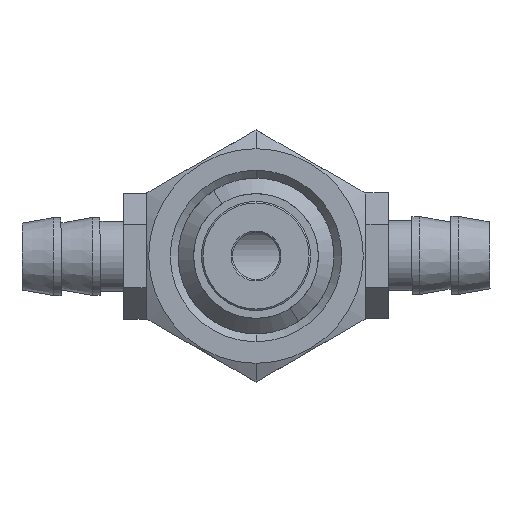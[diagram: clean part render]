
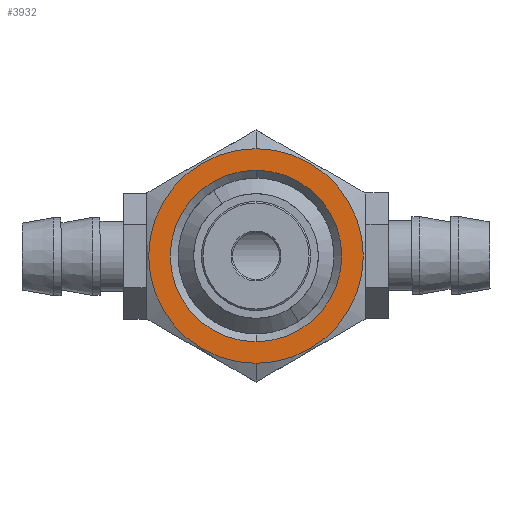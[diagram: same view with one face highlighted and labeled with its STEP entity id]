
A CAD part, front view. The second image highlights one B-rep face of the part: STEP entity #3932.
In plain terms, the highlighted planar face has unit normal (0, -1, 0).
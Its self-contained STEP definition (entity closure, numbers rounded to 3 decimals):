
#88 = AXIS2_PLACEMENT_3D ( 'NONE', #2576, #1337, #383 ) ;
#308 = CARTESIAN_POINT ( 'NONE',  ( 0., -2., 0. ) ) ;
#325 = PLANE ( 'NONE',  #88 ) ;
#383 = DIRECTION ( 'NONE',  ( 0., 0., 1. ) ) ;
#462 = ORIENTED_EDGE ( 'NONE', *, *, #4058, .F. ) ;
#512 = AXIS2_PLACEMENT_3D ( 'NONE', #2152, #982, #3492 ) ;
#538 = EDGE_CURVE ( 'NONE', #2700, #2192, #1660, .T. ) ;
#616 = DIRECTION ( 'NONE',  ( 0., 0., 1. ) ) ;
#644 = CIRCLE ( 'NONE', #725, 6.883 ) ;
#690 = ORIENTED_EDGE ( 'NONE', *, *, #538, .T. ) ;
#709 = EDGE_CURVE ( 'NONE', #1560, #3394, #2138, .T. ) ;
#724 = ORIENTED_EDGE ( 'NONE', *, *, #709, .F. ) ;
#725 = AXIS2_PLACEMENT_3D ( 'NONE', #2075, #3891, #2633 ) ;
#982 = DIRECTION ( 'NONE',  ( 0., 1., 0. ) ) ;
#1164 = FACE_OUTER_BOUND ( 'NONE', #1533, .T. ) ;
#1337 = DIRECTION ( 'NONE',  ( 0., 1., 0. ) ) ;
#1533 = EDGE_LOOP ( 'NONE', ( #724, #462 ) ) ;
#1560 = VERTEX_POINT ( 'NONE', #3372 ) ;
#1660 = CIRCLE ( 'NONE', #512, 5.5 ) ;
#1945 = ORIENTED_EDGE ( 'NONE', *, *, #3057, .T. ) ;
#2075 = CARTESIAN_POINT ( 'NONE',  ( 0., -2., 0. ) ) ;
#2138 = CIRCLE ( 'NONE', #3609, 6.883 ) ;
#2152 = CARTESIAN_POINT ( 'NONE',  ( 0., -2., 0. ) ) ;
#2192 = VERTEX_POINT ( 'NONE', #2305 ) ;
#2250 = CARTESIAN_POINT ( 'NONE',  ( 0., -2., -6.883 ) ) ;
#2305 = CARTESIAN_POINT ( 'NONE',  ( 0., -2., 5.5 ) ) ;
#2336 = FACE_BOUND ( 'NONE', #2950, .T. ) ;
#2471 = CIRCLE ( 'NONE', #2822, 5.5 ) ;
#2494 = CARTESIAN_POINT ( 'NONE',  ( 0., -2., -5.5 ) ) ;
#2535 = DIRECTION ( 'NONE',  ( 0., 1., 0. ) ) ;
#2576 = CARTESIAN_POINT ( 'NONE',  ( 0., -2., 0. ) ) ;
#2633 = DIRECTION ( 'NONE',  ( 0., 0., 1. ) ) ;
#2700 = VERTEX_POINT ( 'NONE', #2494 ) ;
#2822 = AXIS2_PLACEMENT_3D ( 'NONE', #3373, #3709, #3696 ) ;
#2950 = EDGE_LOOP ( 'NONE', ( #690, #1945 ) ) ;
#3057 = EDGE_CURVE ( 'NONE', #2192, #2700, #2471, .T. ) ;
#3372 = CARTESIAN_POINT ( 'NONE',  ( 0., -2., 6.883 ) ) ;
#3373 = CARTESIAN_POINT ( 'NONE',  ( 0., -2., 0. ) ) ;
#3394 = VERTEX_POINT ( 'NONE', #2250 ) ;
#3492 = DIRECTION ( 'NONE',  ( 0., 0., 1. ) ) ;
#3609 = AXIS2_PLACEMENT_3D ( 'NONE', #308, #2535, #616 ) ;
#3696 = DIRECTION ( 'NONE',  ( 0., 0., 1. ) ) ;
#3709 = DIRECTION ( 'NONE',  ( 0., 1., 0. ) ) ;
#3891 = DIRECTION ( 'NONE',  ( 0., 1., 0. ) ) ;
#3932 = ADVANCED_FACE ( 'NONE', ( #2336, #1164 ), #325, .F. ) ;
#4058 = EDGE_CURVE ( 'NONE', #3394, #1560, #644, .T. ) ;
